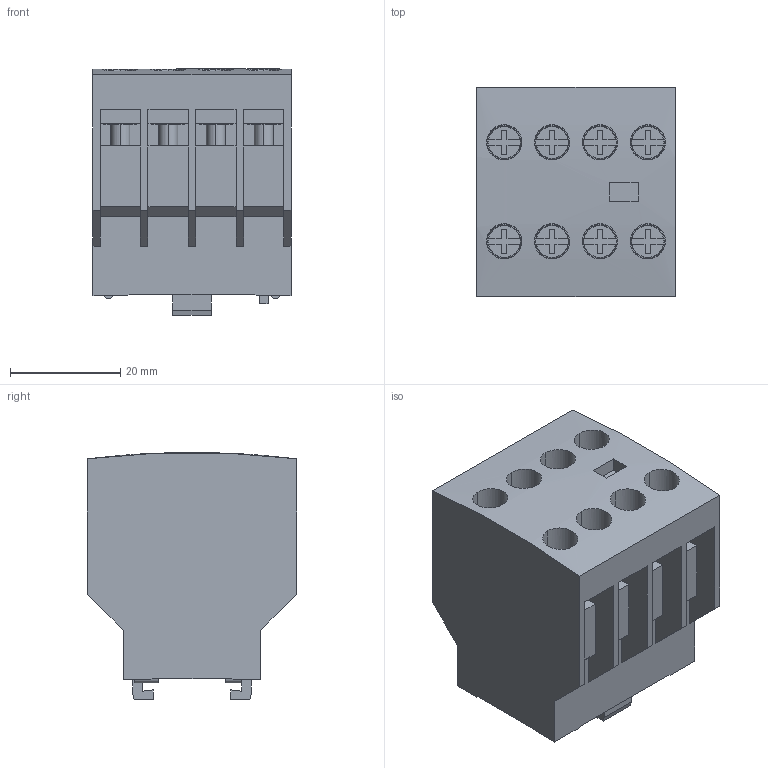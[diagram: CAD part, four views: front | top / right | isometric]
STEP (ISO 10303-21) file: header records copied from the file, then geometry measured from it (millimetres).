
FILE_DESCRIPTION( ( '' ), '1' );
FILE_NAME( 'dil_a_xhi_4.stp', '2014-07-10T12:05:01', ( '' ), ( '' ), ' ', ' ', ' ' );
FILE_SCHEMA( ( 'CONFIG_CONTROL_DESIGN' ) );
Length unit declared in the file: millimetre
Products named in the file (1): 1
Bounding box: 36 x 38 x 44.9 mm (x, y, z)
Volume: 39355.1 mm3; surface area: 14431.1 mm2
Topology: 1 solids, 1 shells, 339 faces, 942 edges, 628 vertices
Faces by surface type: plane 288, cylinder 35, cone 16
Entity records: 11276 total; most frequent: CARTESIAN_POINT 2502, ORIENTED_EDGE 1884, DIRECTION 1694, EDGE_CURVE 942, LINE 774, VECTOR 774, VERTEX_POINT 628, AXIS2_PLACEMENT_3D 460
